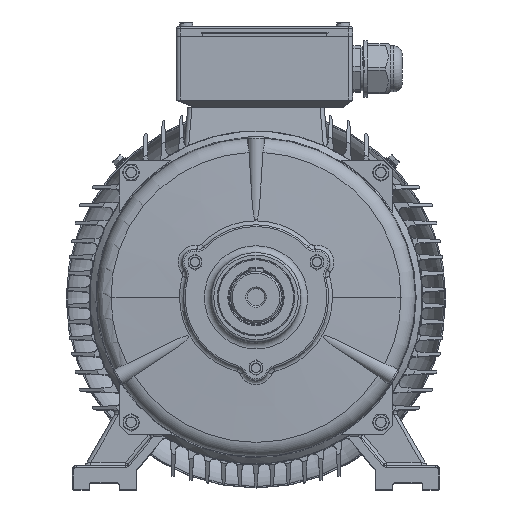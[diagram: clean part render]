
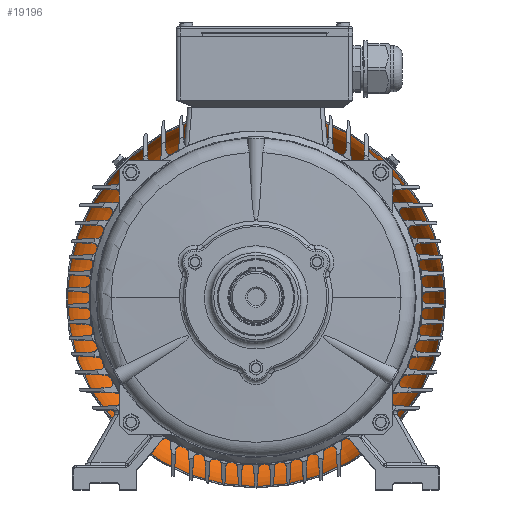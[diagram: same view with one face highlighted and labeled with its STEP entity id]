
A CAD part, top view. The second image highlights one B-rep face of the part: STEP entity #19196.
In plain terms, the highlighted toroidal (fillet/blend) face has major radius 146 mm and minor radius 75 mm.
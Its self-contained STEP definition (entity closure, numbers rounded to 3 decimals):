
#1788=TOROIDAL_SURFACE('',#98720,146.,75.);
#14760=FACE_BOUND('',#29922,.T.);
#14761=FACE_BOUND('',#29923,.T.);
#19196=ADVANCED_FACE('',(#14760,#14761),#1788,.F.);
#29922=EDGE_LOOP('',(#58954));
#29923=EDGE_LOOP('',(#58955));
#58954=ORIENTED_EDGE('',*,*,#88927,.T.);
#58955=ORIENTED_EDGE('',*,*,#88910,.F.);
#80283=VERTEX_POINT('',#144840);
#80300=VERTEX_POINT('',#144947);
#88910=EDGE_CURVE('',#80283,#80283,#95836,.T.);
#88927=EDGE_CURVE('',#80300,#80300,#95845,.T.);
#95836=CIRCLE('',#98709,221.);
#95845=CIRCLE('',#98719,159.806);
#98709=AXIS2_PLACEMENT_3D('',#144839,#111560,#111561);
#98719=AXIS2_PLACEMENT_3D('',#144946,#111580,#111581);
#98720=AXIS2_PLACEMENT_3D('',#144948,#111582,#111583);
#111560=DIRECTION('',(0.,0.,-1.));
#111561=DIRECTION('',(1.,0.,0.));
#111580=DIRECTION('',(0.,0.,-1.));
#111581=DIRECTION('',(-1.,0.,0.));
#111582=DIRECTION('',(0.,0.,1.));
#111583=DIRECTION('',(1.,0.,0.));
#144839=CARTESIAN_POINT('',(255.034,275.49,-9.206));
#144840=CARTESIAN_POINT('',(476.034,275.49,-9.206));
#144946=CARTESIAN_POINT('',(255.034,275.49,-82.924));
#144947=CARTESIAN_POINT('',(95.227,275.49,-82.924));
#144948=CARTESIAN_POINT('',(255.034,275.49,-9.206));
